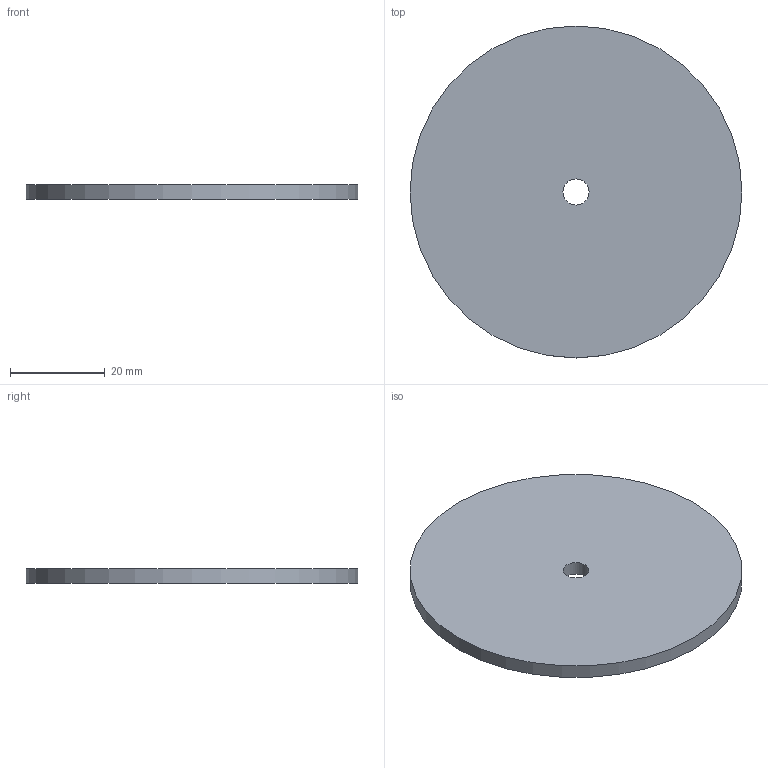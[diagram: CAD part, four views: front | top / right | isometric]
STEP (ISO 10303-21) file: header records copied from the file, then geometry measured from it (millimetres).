
FILE_DESCRIPTION(/* description */ ('Unknown'),/* implementation_level */ '2;1');
FILE_NAME(/* name */ 'apoio',/* time_stamp */ '2025-11-20T16:05:19-03:00',/* author */ ('Unknown'),/* organization */ ('Unknown'),/* preprocessor_version */ 'ST-DEVELOPER v20',/* originating_system */ 'Solid Edge',/* authorisation */ 'Unknown');
FILE_SCHEMA (('AUTOMOTIVE_DESIGN {1 0 10303 214 3 1 1}'));
Length unit declared in the file: millimetre
Products named in the file (1): Pe蓷8
Bounding box: 70 x 70 x 3 mm (x, y, z)
Volume: 11474.1 mm3; surface area: 8361 mm2
Topology: 1 solids, 1 shells, 4 faces, 7 edges, 5 vertices
Faces by surface type: cylinder 2, plane 2
Full cylindrical faces by diameter (mm): 5.5 x1, 70 x1
Entity records: 123 total; most frequent: DIRECTION 19, CARTESIAN_POINT 14, ORIENTED_EDGE 10, AXIS2_PLACEMENT_3D 9, EDGE_LOOP 7, FACE_BOUND 7, EDGE_CURVE 5, VERTEX_POINT 4
